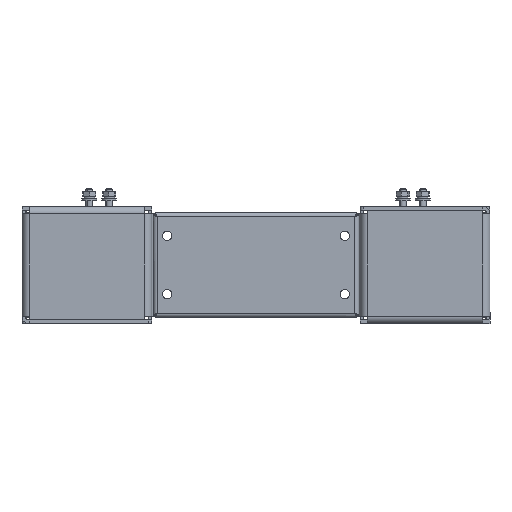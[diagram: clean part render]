
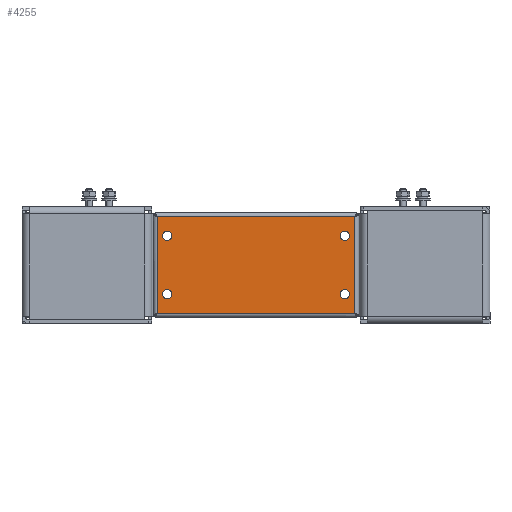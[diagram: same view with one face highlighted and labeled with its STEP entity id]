
A CAD part, left-side view. The second image highlights one B-rep face of the part: STEP entity #4255.
In plain terms, the highlighted face is planar.
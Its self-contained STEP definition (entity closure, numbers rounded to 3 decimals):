
#6 = CARTESIAN_POINT ( 'NONE',  ( 84.5, 41.5, 0. ) ) ;
#68 = CARTESIAN_POINT ( 'NONE',  ( 84.5, 41.5, 0. ) ) ;
#178 = AXIS2_PLACEMENT_3D ( 'NONE', #184, #6947, #7605 ) ;
#184 = CARTESIAN_POINT ( 'NONE',  ( -76., -25., 0. ) ) ;
#280 = EDGE_CURVE ( 'NONE', #3743, #1027, #4641, .T. ) ;
#463 = AXIS2_PLACEMENT_3D ( 'NONE', #6521, #5253, #5867 ) ;
#526 = CIRCLE ( 'NONE', #6518, 4. ) ;
#645 = DIRECTION ( 'NONE',  ( 1., 0., 0. ) ) ;
#794 = CARTESIAN_POINT ( 'NONE',  ( -84.5, 45., 0. ) ) ;
#830 = EDGE_CURVE ( 'NONE', #5678, #7179, #6747, .T. ) ;
#834 = DIRECTION ( 'NONE',  ( 1., 0., 0. ) ) ;
#886 = AXIS2_PLACEMENT_3D ( 'NONE', #3483, #4232, #834 ) ;
#931 = DIRECTION ( 'NONE',  ( -1., 0., 0. ) ) ;
#1027 = VERTEX_POINT ( 'NONE', #7408 ) ;
#1030 = FACE_BOUND ( 'NONE', #3444, .T. ) ;
#1090 = EDGE_LOOP ( 'NONE', ( #4695, #1629 ) ) ;
#1129 = DIRECTION ( 'NONE',  ( 0., 0., 1. ) ) ;
#1195 = CARTESIAN_POINT ( 'NONE',  ( 76., -25., 0. ) ) ;
#1206 = LINE ( 'NONE', #7228, #2778 ) ;
#1268 = LINE ( 'NONE', #5843, #5186 ) ;
#1522 = AXIS2_PLACEMENT_3D ( 'NONE', #1195, #3841, #2957 ) ;
#1629 = ORIENTED_EDGE ( 'NONE', *, *, #6132, .F. ) ;
#1716 = EDGE_CURVE ( 'NONE', #1027, #3743, #8402, .T. ) ;
#1832 = DIRECTION ( 'NONE',  ( 1., 0., 0. ) ) ;
#2055 = VERTEX_POINT ( 'NONE', #7411 ) ;
#2343 = VECTOR ( 'NONE', #2878, 1000. ) ;
#2411 = CARTESIAN_POINT ( 'NONE',  ( 0., 0., 0. ) ) ;
#2450 = FACE_BOUND ( 'NONE', #7352, .T. ) ;
#2473 = VECTOR ( 'NONE', #931, 1000. ) ;
#2477 = DIRECTION ( 'NONE',  ( -1., 0., 0. ) ) ;
#2551 = CARTESIAN_POINT ( 'NONE',  ( -84.5, -41.5, 0. ) ) ;
#2720 = CARTESIAN_POINT ( 'NONE',  ( 84.5, -41.5, 0. ) ) ;
#2778 = VECTOR ( 'NONE', #7190, 1000. ) ;
#2834 = CARTESIAN_POINT ( 'NONE',  ( 80., -25., 0. ) ) ;
#2876 = EDGE_CURVE ( 'NONE', #7593, #4122, #1268, .T. ) ;
#2877 = ORIENTED_EDGE ( 'NONE', *, *, #6972, .T. ) ;
#2878 = DIRECTION ( 'NONE',  ( 0., -1., 0. ) ) ;
#2957 = DIRECTION ( 'NONE',  ( 1., 0., 0. ) ) ;
#3173 = ORIENTED_EDGE ( 'NONE', *, *, #1716, .F. ) ;
#3220 = DIRECTION ( 'NONE',  ( 0., 0., 1. ) ) ;
#3244 = EDGE_CURVE ( 'NONE', #3499, #3769, #4623, .T. ) ;
#3260 = EDGE_CURVE ( 'NONE', #4881, #2055, #5610, .T. ) ;
#3358 = DIRECTION ( 'NONE',  ( 0., 0., 1. ) ) ;
#3444 = EDGE_LOOP ( 'NONE', ( #4290, #6375 ) ) ;
#3483 = CARTESIAN_POINT ( 'NONE',  ( -76., 25., 0. ) ) ;
#3499 = VERTEX_POINT ( 'NONE', #4395 ) ;
#3666 = LINE ( 'NONE', #68, #2473 ) ;
#3743 = VERTEX_POINT ( 'NONE', #5952 ) ;
#3769 = VERTEX_POINT ( 'NONE', #8162 ) ;
#3823 = CARTESIAN_POINT ( 'NONE',  ( -76., 25., 0. ) ) ;
#3841 = DIRECTION ( 'NONE',  ( 0., 0., 1. ) ) ;
#3857 = ORIENTED_EDGE ( 'NONE', *, *, #7647, .T. ) ;
#3969 = DIRECTION ( 'NONE',  ( -1., 0., 0. ) ) ;
#4009 = CARTESIAN_POINT ( 'NONE',  ( -76., -25., 0. ) ) ;
#4014 = CIRCLE ( 'NONE', #1522, 4. ) ;
#4081 = ORIENTED_EDGE ( 'NONE', *, *, #8297, .F. ) ;
#4122 = VERTEX_POINT ( 'NONE', #2720 ) ;
#4232 = DIRECTION ( 'NONE',  ( 0., 0., 1. ) ) ;
#4255 = ADVANCED_FACE ( 'NONE', ( #2450, #7666, #1030, #7830, #8401 ), #5647, .F. ) ;
#4290 = ORIENTED_EDGE ( 'NONE', *, *, #3244, .F. ) ;
#4361 = AXIS2_PLACEMENT_3D ( 'NONE', #3823, #1129, #645 ) ;
#4369 = EDGE_LOOP ( 'NONE', ( #3173, #4612 ) ) ;
#4378 = DIRECTION ( 'NONE',  ( 0., 0., -1. ) ) ;
#4395 = CARTESIAN_POINT ( 'NONE',  ( -72., -25., 0. ) ) ;
#4612 = ORIENTED_EDGE ( 'NONE', *, *, #280, .F. ) ;
#4623 = CIRCLE ( 'NONE', #178, 4. ) ;
#4641 = CIRCLE ( 'NONE', #4361, 4. ) ;
#4695 = ORIENTED_EDGE ( 'NONE', *, *, #3260, .F. ) ;
#4860 = EDGE_LOOP ( 'NONE', ( #8364, #3857, #8465, #2877 ) ) ;
#4881 = VERTEX_POINT ( 'NONE', #2834 ) ;
#5106 = CARTESIAN_POINT ( 'NONE',  ( 76., 25., 0. ) ) ;
#5145 = CARTESIAN_POINT ( 'NONE',  ( 72., 25., 0. ) ) ;
#5164 = DIRECTION ( 'NONE',  ( -1., 0., 0. ) ) ;
#5186 = VECTOR ( 'NONE', #1832, 1000. ) ;
#5253 = DIRECTION ( 'NONE',  ( 0., 0., 1. ) ) ;
#5497 = ORIENTED_EDGE ( 'NONE', *, *, #830, .F. ) ;
#5585 = EDGE_CURVE ( 'NONE', #3769, #3499, #8213, .T. ) ;
#5610 = CIRCLE ( 'NONE', #6307, 4. ) ;
#5647 = PLANE ( 'NONE',  #7709 ) ;
#5675 = VERTEX_POINT ( 'NONE', #6 ) ;
#5678 = VERTEX_POINT ( 'NONE', #8141 ) ;
#5843 = CARTESIAN_POINT ( 'NONE',  ( -84.5, -41.5, 0. ) ) ;
#5867 = DIRECTION ( 'NONE',  ( -1., 0., 0. ) ) ;
#5952 = CARTESIAN_POINT ( 'NONE',  ( -80., 25., 0. ) ) ;
#6132 = EDGE_CURVE ( 'NONE', #2055, #4881, #4014, .T. ) ;
#6201 = DIRECTION ( 'NONE',  ( 1., 0., 0. ) ) ;
#6307 = AXIS2_PLACEMENT_3D ( 'NONE', #8170, #6993, #6201 ) ;
#6375 = ORIENTED_EDGE ( 'NONE', *, *, #5585, .F. ) ;
#6518 = AXIS2_PLACEMENT_3D ( 'NONE', #5106, #3220, #2477 ) ;
#6521 = CARTESIAN_POINT ( 'NONE',  ( 76., 25., 0. ) ) ;
#6524 = AXIS2_PLACEMENT_3D ( 'NONE', #4009, #3358, #3969 ) ;
#6747 = CIRCLE ( 'NONE', #463, 4. ) ;
#6821 = LINE ( 'NONE', #794, #2343 ) ;
#6947 = DIRECTION ( 'NONE',  ( 0., 0., 1. ) ) ;
#6972 = EDGE_CURVE ( 'NONE', #8389, #7593, #6821, .T. ) ;
#6993 = DIRECTION ( 'NONE',  ( 0., 0., 1. ) ) ;
#7179 = VERTEX_POINT ( 'NONE', #5145 ) ;
#7190 = DIRECTION ( 'NONE',  ( 0., 1., 0. ) ) ;
#7228 = CARTESIAN_POINT ( 'NONE',  ( 84.5, -45., 0. ) ) ;
#7352 = EDGE_LOOP ( 'NONE', ( #5497, #4081 ) ) ;
#7408 = CARTESIAN_POINT ( 'NONE',  ( -72., 25., 0. ) ) ;
#7411 = CARTESIAN_POINT ( 'NONE',  ( 72., -25., 0. ) ) ;
#7593 = VERTEX_POINT ( 'NONE', #2551 ) ;
#7605 = DIRECTION ( 'NONE',  ( -1., 0., 0. ) ) ;
#7647 = EDGE_CURVE ( 'NONE', #4122, #5675, #1206, .T. ) ;
#7666 = FACE_BOUND ( 'NONE', #1090, .T. ) ;
#7709 = AXIS2_PLACEMENT_3D ( 'NONE', #2411, #4378, #5164 ) ;
#7830 = FACE_BOUND ( 'NONE', #4369, .T. ) ;
#8113 = EDGE_CURVE ( 'NONE', #5675, #8389, #3666, .T. ) ;
#8141 = CARTESIAN_POINT ( 'NONE',  ( 80., 25., 0. ) ) ;
#8162 = CARTESIAN_POINT ( 'NONE',  ( -80., -25., 0. ) ) ;
#8170 = CARTESIAN_POINT ( 'NONE',  ( 76., -25., 0. ) ) ;
#8213 = CIRCLE ( 'NONE', #6524, 4. ) ;
#8297 = EDGE_CURVE ( 'NONE', #7179, #5678, #526, .T. ) ;
#8364 = ORIENTED_EDGE ( 'NONE', *, *, #2876, .T. ) ;
#8389 = VERTEX_POINT ( 'NONE', #8429 ) ;
#8401 = FACE_OUTER_BOUND ( 'NONE', #4860, .T. ) ;
#8402 = CIRCLE ( 'NONE', #886, 4. ) ;
#8429 = CARTESIAN_POINT ( 'NONE',  ( -84.5, 41.5, 0. ) ) ;
#8465 = ORIENTED_EDGE ( 'NONE', *, *, #8113, .T. ) ;
